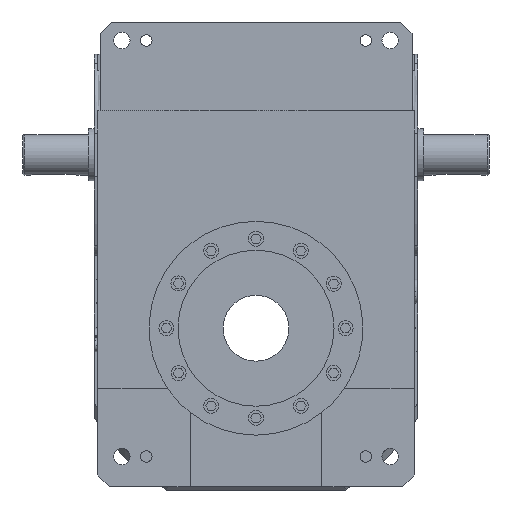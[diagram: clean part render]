
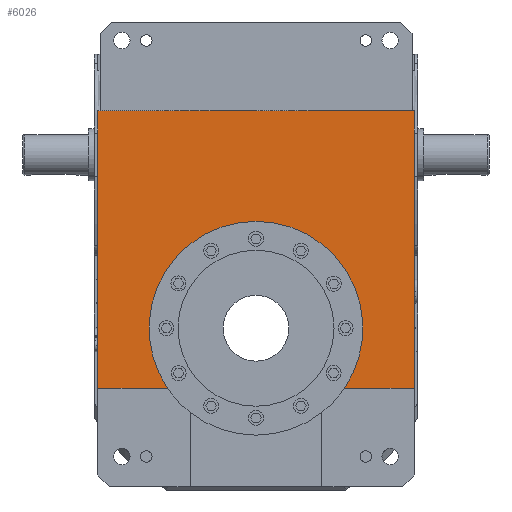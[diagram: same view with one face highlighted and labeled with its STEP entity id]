
A CAD part, front view. The second image highlights one B-rep face of the part: STEP entity #6026.
In plain terms, the highlighted planar face has unit normal (0, -1, 0).
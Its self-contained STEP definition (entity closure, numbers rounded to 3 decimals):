
#756 = EDGE_CURVE ( 'NONE', #21343, #10913, #11601, .T. ) ;
#1101 = ORIENTED_EDGE ( 'NONE', *, *, #3463, .T. ) ;
#1988 = VERTEX_POINT ( 'NONE', #3284 ) ;
#2115 = CARTESIAN_POINT ( 'NONE',  ( 137., 3., 188. ) ) ;
#2152 = VECTOR ( 'NONE', #19520, 1000. ) ;
#2457 = CARTESIAN_POINT ( 'NONE',  ( 76.5, 3., -52. ) ) ;
#2825 = EDGE_CURVE ( 'NONE', #7701, #1988, #4108, .T. ) ;
#3255 = LINE ( 'NONE', #19510, #22178 ) ;
#3284 = CARTESIAN_POINT ( 'NONE',  ( -76.5, 3., -52. ) ) ;
#3342 = VECTOR ( 'NONE', #28849, 1000. ) ;
#3463 = EDGE_CURVE ( 'NONE', #14931, #26880, #26117, .T. ) ;
#3838 = EDGE_CURVE ( 'NONE', #10913, #7701, #9333, .T. ) ;
#4085 = VECTOR ( 'NONE', #14640, 1000. ) ;
#4108 = LINE ( 'NONE', #25793, #18504 ) ;
#4247 = ORIENTED_EDGE ( 'NONE', *, *, #2825, .T. ) ;
#4344 = VERTEX_POINT ( 'NONE', #2457 ) ;
#4765 = DIRECTION ( 'NONE',  ( 0., 0., 1. ) ) ;
#4939 = DIRECTION ( 'NONE',  ( 1., 0., 0. ) ) ;
#5008 = FACE_OUTER_BOUND ( 'NONE', #26063, .T. ) ;
#5308 = DIRECTION ( 'NONE',  ( 0., 0., 1. ) ) ;
#5846 = DIRECTION ( 'NONE',  ( 0., 0., 1. ) ) ;
#6026 = ADVANCED_FACE ( 'NONE', ( #5008 ), #8397, .F. ) ;
#7078 = EDGE_CURVE ( 'NONE', #21815, #21343, #16236, .T. ) ;
#7287 = DIRECTION ( 'NONE',  ( -1., 0., 0. ) ) ;
#7701 = VERTEX_POINT ( 'NONE', #24590 ) ;
#8397 = PLANE ( 'NONE',  #16744 ) ;
#8522 = DIRECTION ( 'NONE',  ( 1., 0., 0. ) ) ;
#9178 = ORIENTED_EDGE ( 'NONE', *, *, #24700, .T. ) ;
#9333 = LINE ( 'NONE', #24371, #3342 ) ;
#9651 = ORIENTED_EDGE ( 'NONE', *, *, #756, .T. ) ;
#10913 = VERTEX_POINT ( 'NONE', #19013 ) ;
#11305 = CARTESIAN_POINT ( 'NONE',  ( -135., 3., 188. ) ) ;
#11469 = ORIENTED_EDGE ( 'NONE', *, *, #3838, .T. ) ;
#11601 = LINE ( 'NONE', #23262, #24163 ) ;
#12400 = CARTESIAN_POINT ( 'NONE',  ( 137., 3., 188. ) ) ;
#12862 = CARTESIAN_POINT ( 'NONE',  ( 0., 3., 0. ) ) ;
#13032 = ORIENTED_EDGE ( 'NONE', *, *, #27597, .T. ) ;
#13611 = CARTESIAN_POINT ( 'NONE',  ( 0., 3., 0. ) ) ;
#13889 = VECTOR ( 'NONE', #5308, 1000. ) ;
#14640 = DIRECTION ( 'NONE',  ( -1., 0., 0. ) ) ;
#14931 = VERTEX_POINT ( 'NONE', #20331 ) ;
#15739 = ORIENTED_EDGE ( 'NONE', *, *, #16904, .T. ) ;
#16236 = LINE ( 'NONE', #17265, #2152 ) ;
#16645 = CARTESIAN_POINT ( 'NONE',  ( 135., 3., 188. ) ) ;
#16744 = AXIS2_PLACEMENT_3D ( 'NONE', #19589, #19292, #5846 ) ;
#16804 = VERTEX_POINT ( 'NONE', #20968 ) ;
#16904 = EDGE_CURVE ( 'NONE', #16804, #4344, #28664, .T. ) ;
#17265 = CARTESIAN_POINT ( 'NONE',  ( 137., 3., 188. ) ) ;
#18504 = VECTOR ( 'NONE', #4939, 1000. ) ;
#19013 = CARTESIAN_POINT ( 'NONE',  ( -137., 3., 188. ) ) ;
#19292 = DIRECTION ( 'NONE',  ( 0., 1., 0. ) ) ;
#19510 = CARTESIAN_POINT ( 'NONE',  ( 137., 3., -52. ) ) ;
#19520 = DIRECTION ( 'NONE',  ( -1., 0., 0. ) ) ;
#19589 = CARTESIAN_POINT ( 'NONE',  ( 137., 3., 188. ) ) ;
#20002 = EDGE_CURVE ( 'NONE', #4344, #14931, #3255, .T. ) ;
#20331 = CARTESIAN_POINT ( 'NONE',  ( 137., 3., -52. ) ) ;
#20968 = CARTESIAN_POINT ( 'NONE',  ( 0., 3., 92.5 ) ) ;
#21343 = VERTEX_POINT ( 'NONE', #11305 ) ;
#21364 = DIRECTION ( 'NONE',  ( 0., 1., 0. ) ) ;
#21815 = VERTEX_POINT ( 'NONE', #16645 ) ;
#22178 = VECTOR ( 'NONE', #8522, 1000. ) ;
#22407 = DIRECTION ( 'NONE',  ( 0., 1., 0. ) ) ;
#23262 = CARTESIAN_POINT ( 'NONE',  ( 137., 3., 188. ) ) ;
#24163 = VECTOR ( 'NONE', #7287, 1000. ) ;
#24371 = CARTESIAN_POINT ( 'NONE',  ( -137., 3., 188. ) ) ;
#24590 = CARTESIAN_POINT ( 'NONE',  ( -137., 3., -52. ) ) ;
#24700 = EDGE_CURVE ( 'NONE', #26880, #21815, #28587, .T. ) ;
#25345 = CARTESIAN_POINT ( 'NONE',  ( 137., 3., 188. ) ) ;
#25793 = CARTESIAN_POINT ( 'NONE',  ( -57., 3., -52. ) ) ;
#25823 = DIRECTION ( 'NONE',  ( 0., 0., 1. ) ) ;
#25922 = CIRCLE ( 'NONE', #28971, 92.5 ) ;
#26042 = ORIENTED_EDGE ( 'NONE', *, *, #7078, .T. ) ;
#26063 = EDGE_LOOP ( 'NONE', ( #4247, #13032, #15739, #26514, #1101, #9178, #26042, #9651, #11469 ) ) ;
#26117 = LINE ( 'NONE', #25345, #13889 ) ;
#26184 = AXIS2_PLACEMENT_3D ( 'NONE', #12862, #21364, #25823 ) ;
#26514 = ORIENTED_EDGE ( 'NONE', *, *, #20002, .T. ) ;
#26880 = VERTEX_POINT ( 'NONE', #2115 ) ;
#27597 = EDGE_CURVE ( 'NONE', #1988, #16804, #25922, .T. ) ;
#28587 = LINE ( 'NONE', #12400, #4085 ) ;
#28664 = CIRCLE ( 'NONE', #26184, 92.5 ) ;
#28849 = DIRECTION ( 'NONE',  ( 0., 0., -1. ) ) ;
#28971 = AXIS2_PLACEMENT_3D ( 'NONE', #13611, #22407, #4765 ) ;
